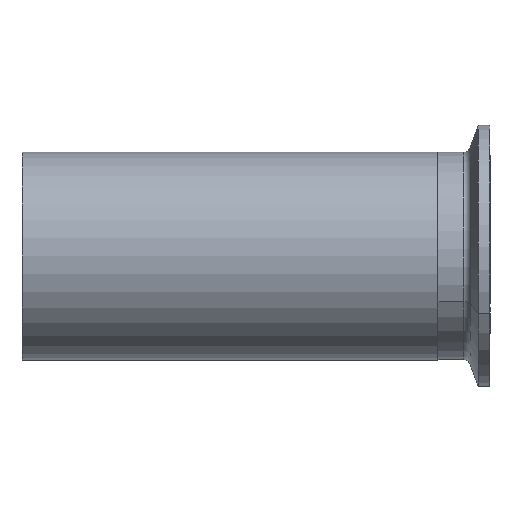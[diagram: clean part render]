
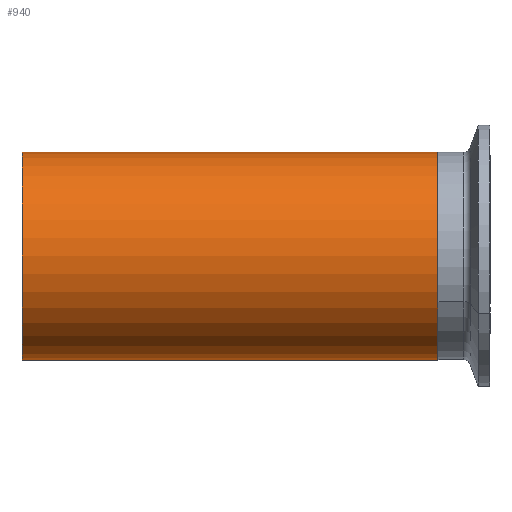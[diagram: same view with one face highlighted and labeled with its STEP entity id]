
A CAD part, front view. The second image highlights one B-rep face of the part: STEP entity #940.
In plain terms, the highlighted cylindrical face has radius 25.4 mm (diameter 50.8 mm), a partial arc.
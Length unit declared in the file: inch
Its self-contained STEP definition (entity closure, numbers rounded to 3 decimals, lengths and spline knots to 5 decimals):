
#12 = CARTESIAN_POINT ( 'NONE',  ( 1.12598, 0., 0. ) ) ;
#26 = DIRECTION ( 'NONE',  ( 1., 0., 0. ) ) ;
#30 = DIRECTION ( 'NONE',  ( -1., 0., 0. ) ) ;
#42 = VECTOR ( 'NONE', #30, 39.37008 ) ;
#57 = CIRCLE ( 'NONE', #1383, 1. ) ;
#161 = CARTESIAN_POINT ( 'NONE',  ( 1.12598, 0., 1. ) ) ;
#172 = DIRECTION ( 'NONE',  ( -1., 0., 0. ) ) ;
#178 = ORIENTED_EDGE ( 'NONE', *, *, #650, .F. ) ;
#201 = CARTESIAN_POINT ( 'NONE',  ( 0., 0., 1. ) ) ;
#238 = FACE_OUTER_BOUND ( 'NONE', #1286, .T. ) ;
#281 = CARTESIAN_POINT ( 'NONE',  ( 1.12598, 0., -1. ) ) ;
#282 = VERTEX_POINT ( 'NONE', #201 ) ;
#284 = ORIENTED_EDGE ( 'NONE', *, *, #1369, .F. ) ;
#298 = CARTESIAN_POINT ( 'NONE',  ( -2.87402, 0., -1. ) ) ;
#320 = CARTESIAN_POINT ( 'NONE',  ( 1.12598, 0., -1. ) ) ;
#376 = AXIS2_PLACEMENT_3D ( 'NONE', #818, #704, #1466 ) ;
#390 = LINE ( 'NONE', #1452, #42 ) ;
#409 = VECTOR ( 'NONE', #1216, 39.37008 ) ;
#441 = CARTESIAN_POINT ( 'NONE',  ( 1.12598, 0., 1. ) ) ;
#480 = ORIENTED_EDGE ( 'NONE', *, *, #1280, .T. ) ;
#521 = AXIS2_PLACEMENT_3D ( 'NONE', #12, #26, #946 ) ;
#529 = VECTOR ( 'NONE', #172, 39.37008 ) ;
#530 = EDGE_CURVE ( 'NONE', #282, #1080, #1443, .T. ) ;
#567 = ORIENTED_EDGE ( 'NONE', *, *, #710, .F. ) ;
#573 = CARTESIAN_POINT ( 'NONE',  ( 0., 0., -1. ) ) ;
#650 = EDGE_CURVE ( 'NONE', #1215, #1080, #57, .T. ) ;
#704 = DIRECTION ( 'NONE',  ( -1., 0., 0. ) ) ;
#710 = EDGE_CURVE ( 'NONE', #1057, #1179, #1499, .T. ) ;
#725 = CARTESIAN_POINT ( 'NONE',  ( 1.12598, 0., 1. ) ) ;
#787 = EDGE_CURVE ( 'NONE', #1179, #1456, #390, .T. ) ;
#818 = CARTESIAN_POINT ( 'NONE',  ( 1.12598, 0., 0. ) ) ;
#864 = DIRECTION ( 'NONE',  ( 0., 0., 1. ) ) ;
#879 = CARTESIAN_POINT ( 'NONE',  ( -2.87402, 0., 1. ) ) ;
#940 = ADVANCED_FACE ( 'NONE', ( #238 ), #1314, .T. ) ;
#946 = DIRECTION ( 'NONE',  ( 0., 0., -1. ) ) ;
#1057 = VERTEX_POINT ( 'NONE', #725 ) ;
#1077 = LINE ( 'NONE', #161, #529 ) ;
#1080 = VERTEX_POINT ( 'NONE', #879 ) ;
#1115 = DIRECTION ( 'NONE',  ( -1., 0., 0. ) ) ;
#1120 = ORIENTED_EDGE ( 'NONE', *, *, #530, .T. ) ;
#1179 = VERTEX_POINT ( 'NONE', #281 ) ;
#1215 = VERTEX_POINT ( 'NONE', #298 ) ;
#1216 = DIRECTION ( 'NONE',  ( -1., 0., 0. ) ) ;
#1230 = CARTESIAN_POINT ( 'NONE',  ( -2.87402, 0., 0. ) ) ;
#1280 = EDGE_CURVE ( 'NONE', #1057, #282, #1077, .T. ) ;
#1286 = EDGE_LOOP ( 'NONE', ( #1407, #567, #480, #1120, #178, #284 ) ) ;
#1314 = CYLINDRICAL_SURFACE ( 'NONE', #376, 1. ) ;
#1335 = LINE ( 'NONE', #320, #1601 ) ;
#1363 = DIRECTION ( 'NONE',  ( -1., 0., 0. ) ) ;
#1369 = EDGE_CURVE ( 'NONE', #1456, #1215, #1335, .T. ) ;
#1383 = AXIS2_PLACEMENT_3D ( 'NONE', #1230, #1363, #864 ) ;
#1407 = ORIENTED_EDGE ( 'NONE', *, *, #787, .F. ) ;
#1443 = LINE ( 'NONE', #441, #409 ) ;
#1452 = CARTESIAN_POINT ( 'NONE',  ( 1.12598, 0., -1. ) ) ;
#1456 = VERTEX_POINT ( 'NONE', #573 ) ;
#1466 = DIRECTION ( 'NONE',  ( 0., 0., 1. ) ) ;
#1499 = CIRCLE ( 'NONE', #521, 1. ) ;
#1601 = VECTOR ( 'NONE', #1115, 39.37008 ) ;
